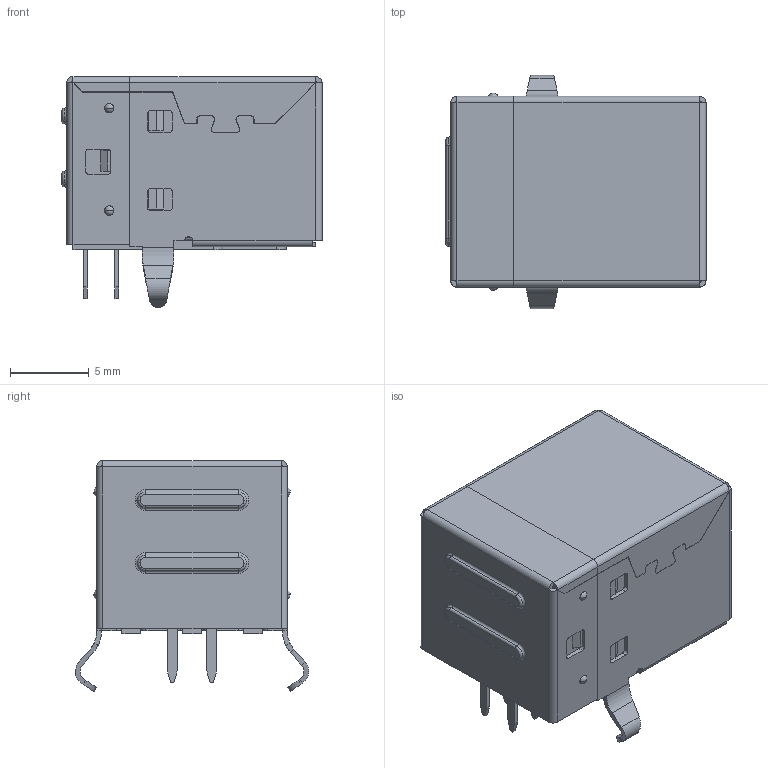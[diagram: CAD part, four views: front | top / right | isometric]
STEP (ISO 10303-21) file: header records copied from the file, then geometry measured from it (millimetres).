
FILE_DESCRIPTION(('FreeCAD Model'),'2;1');
FILE_NAME('Open CASCADE Shape Model','2022-08-22T19:14:15',( 'kicad StepUp'),('ksu MCAD'),'Open CASCADE STEP processor 7.6', 'FreeCAD','Unknown');
FILE_SCHEMA(('AUTOMOTIVE_DESIGN { 1 0 10303 214 1 1 1 1 }'));
Length unit declared in the file: millimetre
Products named in the file (1): USB_B_LUMBERG_2411_HORIZONTAL
Bounding box: 16.5 x 14.8 x 14.64 mm (x, y, z)
Volume: 1116 mm3; surface area: 3493.4 mm2
Topology: 6 solids, 7 shells, 1008 faces, 2826 edges, 1840 vertices
Faces by surface type: plane 688, cylinder 267, sphere 16, bspline 15, torus 14, revolution 8
Entity records: 40060 total; most frequent: CARTESIAN_POINT 6625, ORIENTED_EDGE 5638, DIRECTION 5325, EDGE_CURVE 2826, LINE 2157, VECTOR 2157, VERTEX_POINT 1840, AXIS2_PLACEMENT_3D 1580
